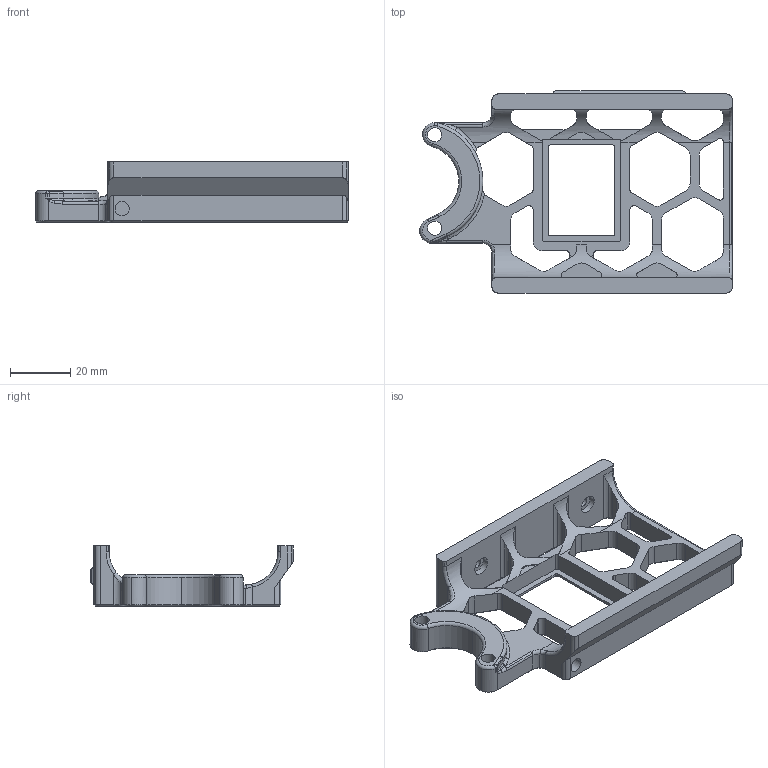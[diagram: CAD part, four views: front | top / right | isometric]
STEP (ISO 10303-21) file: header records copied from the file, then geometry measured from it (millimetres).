
FILE_DESCRIPTION (( 'STEP AP214' ), '1' );
FILE_NAME ('Front_Back_Skirt_Tensioner_Mod_300_DPST_Rocker_a.STEP', '2023-01-16T02:48:47', ( '' ), ( '' ), 'SwSTEP 2.0', 'SolidWorks 2023', '' );
FILE_SCHEMA (( 'AUTOMOTIVE_DESIGN' ));
Length unit declared in the file: millimetre
Products named in the file (1): Front_Back_Skirt_Tensioner_Mod_300_DPST_Rocker_a
Bounding box: 103.65 x 67 x 20 mm (x, y, z)
Volume: 30270.1 mm3; surface area: 18235.2 mm2
Topology: 1 solids, 1 shells, 434 faces, 1144 edges, 705 vertices
Faces by surface type: cylinder 164, plane 157, cone 90, torus 13, bspline 10
Entity records: 14253 total; most frequent: CARTESIAN_POINT 3600, ORIENTED_EDGE 2284, DIRECTION 2207, EDGE_CURVE 1142, AXIS2_PLACEMENT_3D 790, VERTEX_POINT 705, VECTOR 627, LINE 627
